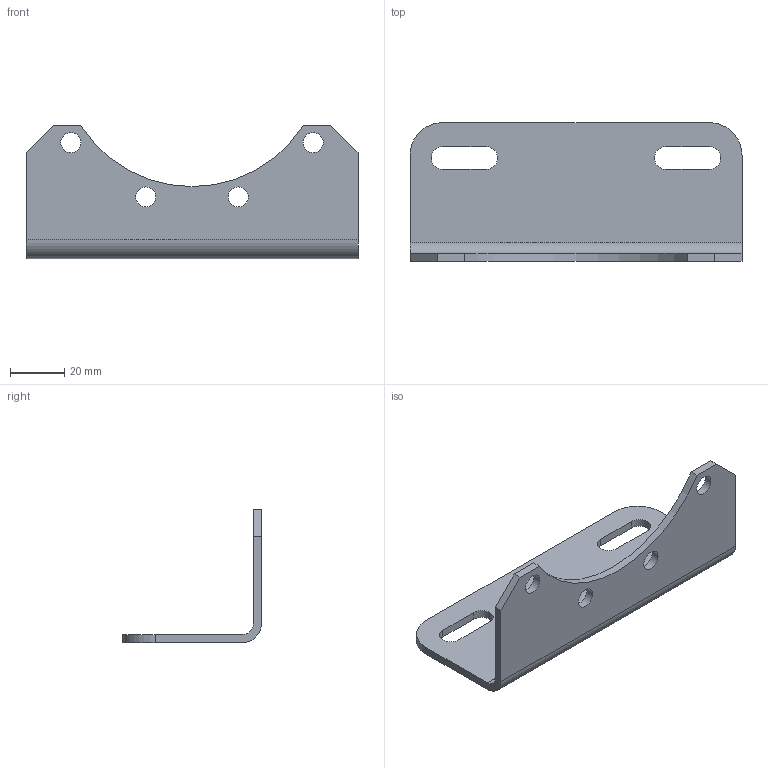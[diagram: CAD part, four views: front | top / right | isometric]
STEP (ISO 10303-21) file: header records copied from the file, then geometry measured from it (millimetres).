
FILE_DESCRIPTION( ( 'STEP AP203' ), ' ' );
FILE_NAME( '5.9755.04.000.stp', '2017-04-21T14:06:23', ( '' ), ( '' ), ' ', 'PARTsolutions', ' ' );
FILE_SCHEMA( ( 'CONFIG_CONTROL_DESIGN' ) );
Length unit declared in the file: millimetre
Products named in the file (1): _5.9755.04.000
Bounding box: 122 x 51 x 49 mm (x, y, z)
Volume: 28599 mm3; surface area: 20975.9 mm2
Topology: 1 solids, 1 shells, 28 faces, 82 edges, 56 vertices
Faces by surface type: plane 15, cylinder 13
Full cylindrical faces by diameter (mm): 7.4 x4
Entity records: 956 total; most frequent: DIRECTION 158, CARTESIAN_POINT 155, ORIENTED_EDGE 148, EDGE_CURVE 74, AXIS2_PLACEMENT_3D 55, VERTEX_POINT 52, LINE 48, VECTOR 48
